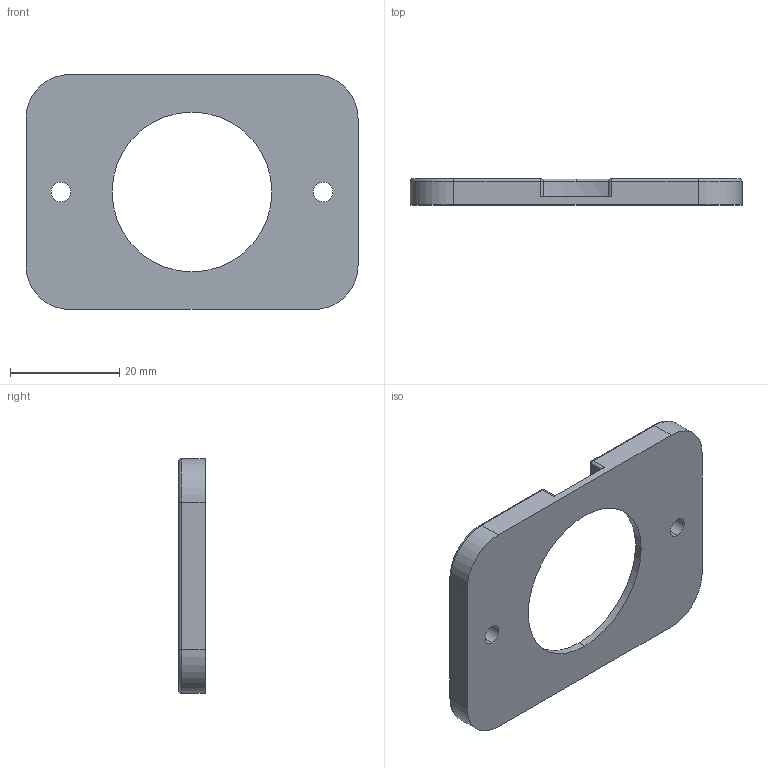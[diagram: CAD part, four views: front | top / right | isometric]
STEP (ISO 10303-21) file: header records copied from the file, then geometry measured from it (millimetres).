
FILE_DESCRIPTION (( 'STEP AP203' ), '1' );
FILE_NAME ('mounting plate.STEP', '2025-04-10T19:33:53', ( '' ), ( '' ), 'SwSTEP 2.0', 'SolidWorks 2024', '' );
FILE_SCHEMA (( 'CONFIG_CONTROL_DESIGN' ));
Length unit declared in the file: millimetre
Products named in the file (1): mounting plate
Bounding box: 60.75 x 4.8 x 43 mm (x, y, z)
Volume: 7250.3 mm3; surface area: 5167.9 mm2
Topology: 1 solids, 1 shells, 45 faces, 109 edges, 62 vertices
Faces by surface type: cylinder 22, plane 9, torus 6, cone 4, sphere 4
Entity records: 1374 total; most frequent: DIRECTION 255, CARTESIAN_POINT 213, ORIENTED_EDGE 210, EDGE_CURVE 105, AXIS2_PLACEMENT_3D 104, VERTEX_POINT 62, CIRCLE 58, EDGE_LOOP 51
